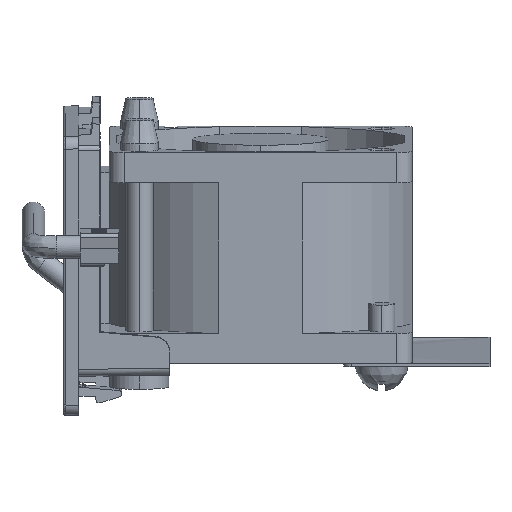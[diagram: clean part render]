
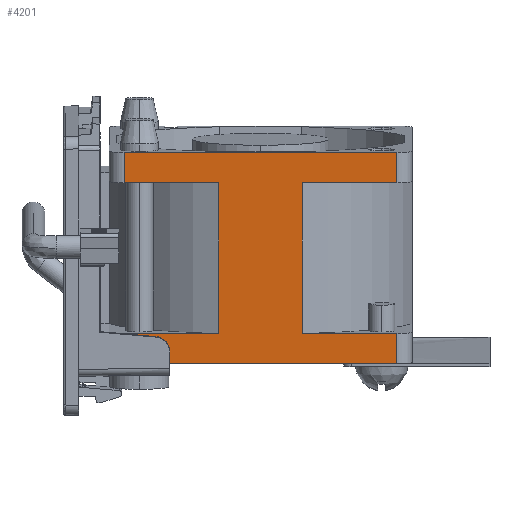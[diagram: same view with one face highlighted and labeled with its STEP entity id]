
A CAD part, left-side view. The second image highlights one B-rep face of the part: STEP entity #4201.
In plain terms, the highlighted planar face has unit normal (0.996, 0, 0.087).
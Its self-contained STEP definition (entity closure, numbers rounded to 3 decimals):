
#46 = VERTEX_POINT ( 'NONE', #7026 ) ;
#79 = VECTOR ( 'NONE', #13150, 1000. ) ;
#151 = VECTOR ( 'NONE', #11637, 1000. ) ;
#289 = VECTOR ( 'NONE', #15386, 1000. ) ;
#669 = VERTEX_POINT ( 'NONE', #4099 ) ;
#716 = VERTEX_POINT ( 'NONE', #3599 ) ;
#812 = VERTEX_POINT ( 'NONE', #2432 ) ;
#1142 = VECTOR ( 'NONE', #15637, 1000. ) ;
#1449 = EDGE_CURVE ( 'NONE', #3403, #812, #13027, .T. ) ;
#1451 = EDGE_CURVE ( 'NONE', #3185, #2553, #13010, .T. ) ;
#1469 = VERTEX_POINT ( 'NONE', #11330 ) ;
#1836 = CARTESIAN_POINT ( 'NONE',  ( -84.003, 52.1, -0.098 ) ) ;
#1873 = EDGE_CURVE ( 'NONE', #2018, #1469, #8845, .T. ) ;
#1900 = EDGE_CURVE ( 'NONE', #716, #3403, #11135, .T. ) ;
#2003 = EDGE_CURVE ( 'NONE', #2818, #2018, #2789, .T. ) ;
#2018 = VERTEX_POINT ( 'NONE', #8493 ) ;
#2104 = EDGE_CURVE ( 'NONE', #669, #716, #11872, .T. ) ;
#2153 = VECTOR ( 'NONE', #16282, 1000. ) ;
#2156 = ORIENTED_EDGE ( 'NONE', *, *, #2793, .F. ) ;
#2174 = VECTOR ( 'NONE', #8290, 1000. ) ;
#2249 = CARTESIAN_POINT ( 'NONE',  ( -86.443, 52.1, 27.795 ) ) ;
#2354 = CARTESIAN_POINT ( 'NONE',  ( -86.451, 16.1, 27.894 ) ) ;
#2422 = EDGE_CURVE ( 'NONE', #7491, #2818, #11722, .T. ) ;
#2432 = CARTESIAN_POINT ( 'NONE',  ( -86.094, 28.572, 23.811 ) ) ;
#2499 = EDGE_CURVE ( 'NONE', #7225, #46, #11149, .T. ) ;
#2531 = CARTESIAN_POINT ( 'NONE',  ( -84.351, 52.1, 3.887 ) ) ;
#2553 = VERTEX_POINT ( 'NONE', #1836 ) ;
#2656 = EDGE_CURVE ( 'NONE', #812, #46, #10250, .T. ) ;
#2663 = EDGE_LOOP ( 'NONE', ( #2156, #11969, #12137, #14410, #12748, #12810, #12901, #12919, #14466, #13320, #13351, #13526 ) ) ;
#2691 = EDGE_CURVE ( 'NONE', #1469, #3185, #10228, .T. ) ;
#2789 = LINE ( 'NONE', #8273, #2174 ) ;
#2793 = EDGE_CURVE ( 'NONE', #2553, #669, #4524, .T. ) ;
#2795 = CARTESIAN_POINT ( 'NONE',  ( -86.443, 16.1, 27.795 ) ) ;
#2818 = VERTEX_POINT ( 'NONE', #11755 ) ;
#2826 = EDGE_CURVE ( 'NONE', #7491, #7225, #4818, .T. ) ;
#3010 = DIRECTION ( 'NONE',  ( 0.087, 0., -0.996 ) ) ;
#3185 = VERTEX_POINT ( 'NONE', #2531 ) ;
#3277 = CARTESIAN_POINT ( 'NONE',  ( -84.003, 39.628, -0.098 ) ) ;
#3403 = VERTEX_POINT ( 'NONE', #12141 ) ;
#3531 = DIRECTION ( 'NONE',  ( 0.087, 0., -0.996 ) ) ;
#3599 = CARTESIAN_POINT ( 'NONE',  ( -84.351, 16.1, 3.887 ) ) ;
#4099 = CARTESIAN_POINT ( 'NONE',  ( -84.003, 16.1, -0.098 ) ) ;
#4201 = ADVANCED_FACE ( 'NONE', ( #9122 ), #14823, .F. ) ;
#4524 = LINE ( 'NONE', #13184, #79 ) ;
#4818 = LINE ( 'NONE', #11697, #151 ) ;
#6328 = CARTESIAN_POINT ( 'NONE',  ( -84.351, 54.1, 3.887 ) ) ;
#6343 = DIRECTION ( 'NONE',  ( 0., 1., 0. ) ) ;
#7026 = CARTESIAN_POINT ( 'NONE',  ( -86.094, 16.1, 23.811 ) ) ;
#7225 = VERTEX_POINT ( 'NONE', #2795 ) ;
#7491 = VERTEX_POINT ( 'NONE', #2249 ) ;
#8190 = AXIS2_PLACEMENT_3D ( 'NONE', #14845, #14776, #14763 ) ;
#8273 = CARTESIAN_POINT ( 'NONE',  ( -86.094, 54.1, 23.811 ) ) ;
#8290 = DIRECTION ( 'NONE',  ( 0., -1., 0. ) ) ;
#8493 = CARTESIAN_POINT ( 'NONE',  ( -86.094, 39.628, 23.811 ) ) ;
#8835 = VECTOR ( 'NONE', #3531, 1000. ) ;
#8845 = LINE ( 'NONE', #3277, #8835 ) ;
#8887 = CARTESIAN_POINT ( 'NONE',  ( -84.003, 52.1, -0.098 ) ) ;
#9122 = FACE_OUTER_BOUND ( 'NONE', #2663, .T. ) ;
#9539 = VECTOR ( 'NONE', #6343, 1000. ) ;
#10228 = LINE ( 'NONE', #15520, #289 ) ;
#10250 = LINE ( 'NONE', #15936, #2153 ) ;
#11135 = LINE ( 'NONE', #6328, #9539 ) ;
#11149 = LINE ( 'NONE', #2354, #11190 ) ;
#11190 = VECTOR ( 'NONE', #3010, 1000. ) ;
#11330 = CARTESIAN_POINT ( 'NONE',  ( -84.351, 39.628, 3.887 ) ) ;
#11526 = CARTESIAN_POINT ( 'NONE',  ( -84.003, 52.1, -0.098 ) ) ;
#11637 = DIRECTION ( 'NONE',  ( 0., -1., 0. ) ) ;
#11667 = CARTESIAN_POINT ( 'NONE',  ( -84.003, 28.572, -0.098 ) ) ;
#11697 = CARTESIAN_POINT ( 'NONE',  ( -86.443, 34.1, 27.795 ) ) ;
#11719 = DIRECTION ( 'NONE',  ( -0.087, 0., 0.996 ) ) ;
#11722 = LINE ( 'NONE', #8887, #11759 ) ;
#11755 = CARTESIAN_POINT ( 'NONE',  ( -86.094, 52.1, 23.811 ) ) ;
#11758 = DIRECTION ( 'NONE',  ( 0.087, 0., -0.996 ) ) ;
#11759 = VECTOR ( 'NONE', #12336, 1000. ) ;
#11872 = LINE ( 'NONE', #15610, #1142 ) ;
#11969 = ORIENTED_EDGE ( 'NONE', *, *, #1451, .F. ) ;
#12137 = ORIENTED_EDGE ( 'NONE', *, *, #2691, .F. ) ;
#12141 = CARTESIAN_POINT ( 'NONE',  ( -84.351, 28.572, 3.887 ) ) ;
#12336 = DIRECTION ( 'NONE',  ( 0.087, 0., -0.996 ) ) ;
#12748 = ORIENTED_EDGE ( 'NONE', *, *, #2003, .F. ) ;
#12810 = ORIENTED_EDGE ( 'NONE', *, *, #2422, .F. ) ;
#12901 = ORIENTED_EDGE ( 'NONE', *, *, #2826, .T. ) ;
#12919 = ORIENTED_EDGE ( 'NONE', *, *, #2499, .T. ) ;
#13010 = LINE ( 'NONE', #11526, #13068 ) ;
#13027 = LINE ( 'NONE', #11667, #13046 ) ;
#13046 = VECTOR ( 'NONE', #11719, 1000. ) ;
#13068 = VECTOR ( 'NONE', #11758, 1000. ) ;
#13150 = DIRECTION ( 'NONE',  ( 0., -1., 0. ) ) ;
#13184 = CARTESIAN_POINT ( 'NONE',  ( -84.003, 34.1, -0.098 ) ) ;
#13320 = ORIENTED_EDGE ( 'NONE', *, *, #1449, .F. ) ;
#13351 = ORIENTED_EDGE ( 'NONE', *, *, #1900, .F. ) ;
#13526 = ORIENTED_EDGE ( 'NONE', *, *, #2104, .F. ) ;
#14410 = ORIENTED_EDGE ( 'NONE', *, *, #1873, .F. ) ;
#14466 = ORIENTED_EDGE ( 'NONE', *, *, #2656, .F. ) ;
#14763 = DIRECTION ( 'NONE',  ( -0.087, 0., 0.996 ) ) ;
#14776 = DIRECTION ( 'NONE',  ( -0.996, 0., -0.087 ) ) ;
#14823 = PLANE ( 'NONE',  #8190 ) ;
#14845 = CARTESIAN_POINT ( 'NONE',  ( -84.003, 54.1, -0.098 ) ) ;
#15386 = DIRECTION ( 'NONE',  ( 0., 1., 0. ) ) ;
#15520 = CARTESIAN_POINT ( 'NONE',  ( -84.351, 54.1, 3.887 ) ) ;
#15610 = CARTESIAN_POINT ( 'NONE',  ( -84.003, 16.1, -0.098 ) ) ;
#15637 = DIRECTION ( 'NONE',  ( -0.087, 0., 0.996 ) ) ;
#15936 = CARTESIAN_POINT ( 'NONE',  ( -86.094, 54.1, 23.811 ) ) ;
#16282 = DIRECTION ( 'NONE',  ( 0., -1., 0. ) ) ;
